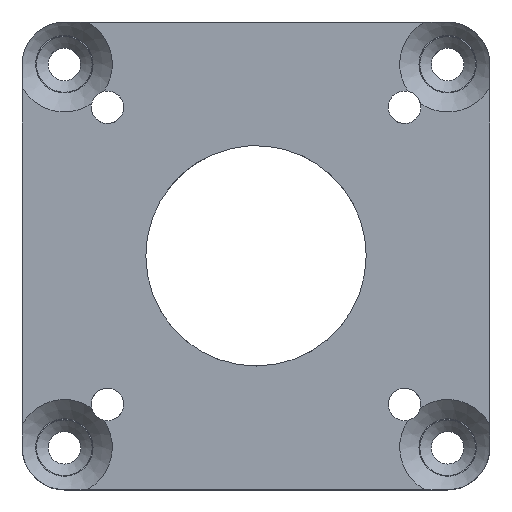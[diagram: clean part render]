
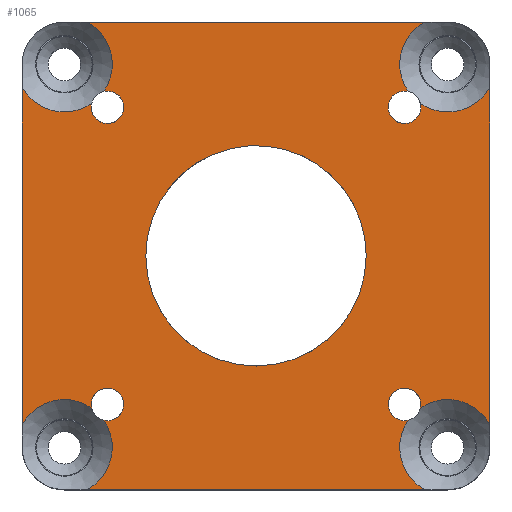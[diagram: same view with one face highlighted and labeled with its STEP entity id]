
A CAD part, top view. The second image highlights one B-rep face of the part: STEP entity #1065.
In plain terms, the highlighted planar face has unit normal (0, 0, 1).
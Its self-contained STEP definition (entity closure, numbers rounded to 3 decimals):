
#41=PLANE('',#1215);
#97=FACE_BOUND('',#359,.T.);
#109=LINE('',#2156,#133);
#110=LINE('',#2175,#134);
#114=LINE('',#2199,#138);
#118=LINE('',#2218,#142);
#133=VECTOR('',#1433,10.);
#134=VECTOR('',#1448,10.);
#138=VECTOR('',#1466,10.);
#142=VECTOR('',#1484,10.);
#239=FACE_OUTER_BOUND('',#358,.T.);
#358=EDGE_LOOP('',(#969,#970,#971,#972,#973,#974,#975,#976,#977,#978,#979,
#980,#981,#982,#983,#984));
#359=EDGE_LOOP('',(#985));
#404=CIRCLE('',#1103,11.5);
#412=CIRCLE('',#1118,1.7);
#416=CIRCLE('',#1125,1.7);
#420=CIRCLE('',#1132,1.7);
#424=CIRCLE('',#1139,1.7);
#443=CIRCLE('',#1172,5.);
#445=CIRCLE('',#1174,5.);
#447=CIRCLE('',#1179,5.);
#449=CIRCLE('',#1181,5.);
#451=CIRCLE('',#1186,5.);
#452=CIRCLE('',#1187,5.);
#455=CIRCLE('',#1193,5.);
#457=CIRCLE('',#1195,5.);
#497=VERTEX_POINT('',#1914);
#506=VERTEX_POINT('',#2003);
#507=VERTEX_POINT('',#2004);
#511=VERTEX_POINT('',#2025);
#512=VERTEX_POINT('',#2026);
#516=VERTEX_POINT('',#2047);
#517=VERTEX_POINT('',#2048);
#521=VERTEX_POINT('',#2069);
#522=VERTEX_POINT('',#2070);
#541=VERTEX_POINT('',#2132);
#544=VERTEX_POINT('',#2140);
#548=VERTEX_POINT('',#2152);
#550=VERTEX_POINT('',#2161);
#553=VERTEX_POINT('',#2169);
#558=VERTEX_POINT('',#2186);
#559=VERTEX_POINT('',#2191);
#565=VERTEX_POINT('',#2212);
#615=EDGE_CURVE('',#497,#497,#404,.T.);
#629=EDGE_CURVE('',#506,#507,#412,.T.);
#634=EDGE_CURVE('',#511,#512,#416,.T.);
#639=EDGE_CURVE('',#516,#517,#420,.T.);
#644=EDGE_CURVE('',#521,#522,#424,.T.);
#663=EDGE_CURVE('',#506,#541,#443,.T.);
#667=EDGE_CURVE('',#544,#507,#445,.T.);
#672=EDGE_CURVE('',#544,#548,#109,.T.);
#674=EDGE_CURVE('',#511,#550,#447,.T.);
#678=EDGE_CURVE('',#553,#512,#449,.T.);
#679=EDGE_CURVE('',#553,#541,#110,.T.);
#685=EDGE_CURVE('',#558,#517,#451,.T.);
#686=EDGE_CURVE('',#516,#559,#452,.T.);
#689=EDGE_CURVE('',#558,#550,#114,.T.);
#694=EDGE_CURVE('',#521,#548,#455,.T.);
#697=EDGE_CURVE('',#565,#522,#457,.T.);
#698=EDGE_CURVE('',#565,#559,#118,.T.);
#969=ORIENTED_EDGE('',*,*,#663,.F.);
#970=ORIENTED_EDGE('',*,*,#629,.T.);
#971=ORIENTED_EDGE('',*,*,#667,.F.);
#972=ORIENTED_EDGE('',*,*,#672,.T.);
#973=ORIENTED_EDGE('',*,*,#694,.F.);
#974=ORIENTED_EDGE('',*,*,#644,.T.);
#975=ORIENTED_EDGE('',*,*,#697,.F.);
#976=ORIENTED_EDGE('',*,*,#698,.T.);
#977=ORIENTED_EDGE('',*,*,#686,.F.);
#978=ORIENTED_EDGE('',*,*,#639,.T.);
#979=ORIENTED_EDGE('',*,*,#685,.F.);
#980=ORIENTED_EDGE('',*,*,#689,.T.);
#981=ORIENTED_EDGE('',*,*,#674,.F.);
#982=ORIENTED_EDGE('',*,*,#634,.T.);
#983=ORIENTED_EDGE('',*,*,#678,.F.);
#984=ORIENTED_EDGE('',*,*,#679,.T.);
#985=ORIENTED_EDGE('',*,*,#615,.T.);
#1065=ADVANCED_FACE('',(#239,#97),#41,.T.);
#1103=AXIS2_PLACEMENT_3D('',#1915,#1281,#1282);
#1118=AXIS2_PLACEMENT_3D('',#2015,#1314,#1315);
#1125=AXIS2_PLACEMENT_3D('',#2037,#1328,#1329);
#1132=AXIS2_PLACEMENT_3D('',#2059,#1342,#1343);
#1139=AXIS2_PLACEMENT_3D('',#2081,#1356,#1357);
#1172=AXIS2_PLACEMENT_3D('',#2133,#1422,#1423);
#1174=AXIS2_PLACEMENT_3D('',#2144,#1426,#1427);
#1179=AXIS2_PLACEMENT_3D('',#2162,#1440,#1441);
#1181=AXIS2_PLACEMENT_3D('',#2173,#1444,#1445);
#1186=AXIS2_PLACEMENT_3D('',#2190,#1458,#1459);
#1187=AXIS2_PLACEMENT_3D('',#2192,#1460,#1461);
#1193=AXIS2_PLACEMENT_3D('',#2209,#1476,#1477);
#1195=AXIS2_PLACEMENT_3D('',#2216,#1480,#1481);
#1215=AXIS2_PLACEMENT_3D('',#2246,#1524,#1525);
#1281=DIRECTION('center_axis',(0.,0.,-1.));
#1282=DIRECTION('ref_axis',(-1.,0.,0.));
#1314=DIRECTION('center_axis',(0.,0.,-1.));
#1315=DIRECTION('ref_axis',(1.,0.,0.));
#1328=DIRECTION('center_axis',(0.,0.,-1.));
#1329=DIRECTION('ref_axis',(1.,0.,0.));
#1342=DIRECTION('center_axis',(0.,0.,-1.));
#1343=DIRECTION('ref_axis',(1.,0.,0.));
#1356=DIRECTION('center_axis',(0.,0.,-1.));
#1357=DIRECTION('ref_axis',(1.,0.,0.));
#1422=DIRECTION('center_axis',(0.,0.,1.));
#1423=DIRECTION('ref_axis',(-1.,0.,0.));
#1426=DIRECTION('center_axis',(0.,0.,1.));
#1427=DIRECTION('ref_axis',(-1.,0.,0.));
#1433=DIRECTION('',(-1.,0.,0.));
#1440=DIRECTION('center_axis',(0.,0.,1.));
#1441=DIRECTION('ref_axis',(-1.,0.,0.));
#1444=DIRECTION('center_axis',(0.,0.,1.));
#1445=DIRECTION('ref_axis',(-1.,0.,0.));
#1448=DIRECTION('',(0.,1.,0.));
#1458=DIRECTION('center_axis',(0.,0.,1.));
#1459=DIRECTION('ref_axis',(-1.,0.,0.));
#1460=DIRECTION('center_axis',(0.,0.,1.));
#1461=DIRECTION('ref_axis',(-1.,0.,0.));
#1466=DIRECTION('',(1.,0.,0.));
#1476=DIRECTION('center_axis',(0.,0.,1.));
#1477=DIRECTION('ref_axis',(-1.,0.,0.));
#1480=DIRECTION('center_axis',(0.,0.,1.));
#1481=DIRECTION('ref_axis',(-1.,0.,0.));
#1484=DIRECTION('',(0.,-1.,0.));
#1524=DIRECTION('center_axis',(0.,0.,1.));
#1525=DIRECTION('ref_axis',(1.,0.,0.));
#1914=CARTESIAN_POINT('',(11.5,0.,23.1));
#1915=CARTESIAN_POINT('Origin',(0.,0.,23.1));
#2003=CARTESIAN_POINT('',(17.155,15.888,23.1));
#2004=CARTESIAN_POINT('',(15.888,17.155,23.1));
#2015=CARTESIAN_POINT('Origin',(15.5,15.5,23.1));
#2025=CARTESIAN_POINT('',(15.888,-17.155,23.1));
#2026=CARTESIAN_POINT('',(17.155,-15.888,23.1));
#2037=CARTESIAN_POINT('Origin',(15.5,-15.5,23.1));
#2047=CARTESIAN_POINT('',(-17.155,-15.888,23.1));
#2048=CARTESIAN_POINT('',(-15.888,-17.155,23.1));
#2059=CARTESIAN_POINT('Origin',(-15.5,-15.5,23.1));
#2069=CARTESIAN_POINT('',(-15.888,17.155,23.1));
#2070=CARTESIAN_POINT('',(-17.155,15.888,23.1));
#2081=CARTESIAN_POINT('Origin',(-15.5,15.5,23.1));
#2132=CARTESIAN_POINT('',(24.4,17.625,23.1));
#2133=CARTESIAN_POINT('Origin',(20.,20.,23.1));
#2140=CARTESIAN_POINT('',(17.625,24.4,23.1));
#2144=CARTESIAN_POINT('Origin',(20.,20.,23.1));
#2152=CARTESIAN_POINT('',(-17.625,24.4,23.1));
#2156=CARTESIAN_POINT('',(-20.,24.4,23.1));
#2161=CARTESIAN_POINT('',(17.625,-24.4,23.1));
#2162=CARTESIAN_POINT('Origin',(20.,-20.,23.1));
#2169=CARTESIAN_POINT('',(24.4,-17.625,23.1));
#2173=CARTESIAN_POINT('Origin',(20.,-20.,23.1));
#2175=CARTESIAN_POINT('',(24.4,20.,23.1));
#2186=CARTESIAN_POINT('',(-17.625,-24.4,23.1));
#2190=CARTESIAN_POINT('Origin',(-20.,-20.,23.1));
#2191=CARTESIAN_POINT('',(-24.4,-17.625,23.1));
#2192=CARTESIAN_POINT('Origin',(-20.,-20.,23.1));
#2199=CARTESIAN_POINT('',(20.,-24.4,23.1));
#2209=CARTESIAN_POINT('Origin',(-20.,20.,23.1));
#2212=CARTESIAN_POINT('',(-24.4,17.625,23.1));
#2216=CARTESIAN_POINT('Origin',(-20.,20.,23.1));
#2218=CARTESIAN_POINT('',(-24.4,-20.,23.1));
#2246=CARTESIAN_POINT('Origin',(0.,0.,
23.1));
